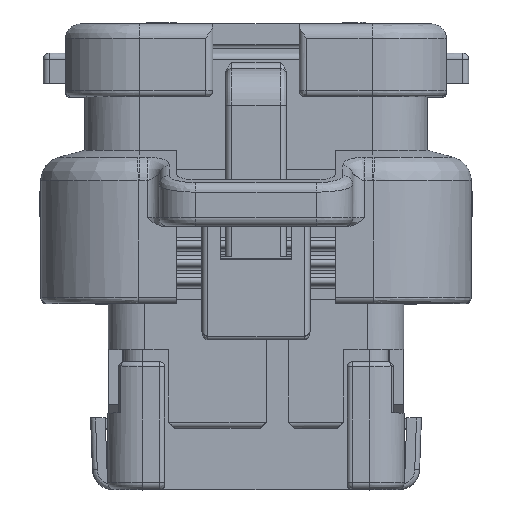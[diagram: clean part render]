
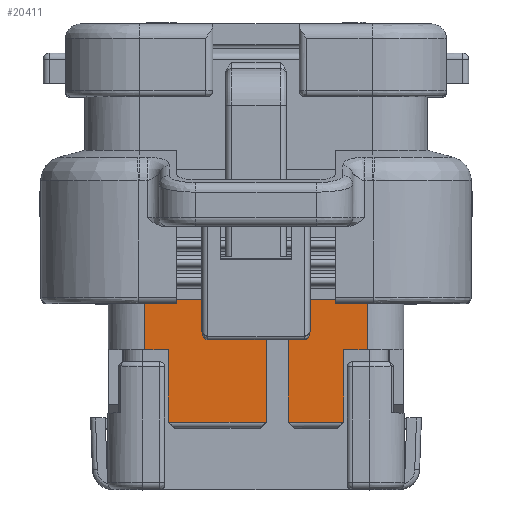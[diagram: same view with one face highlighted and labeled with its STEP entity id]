
A CAD part, top view. The second image highlights one B-rep face of the part: STEP entity #20411.
In plain terms, the highlighted planar face has unit normal (0, 0, 1).
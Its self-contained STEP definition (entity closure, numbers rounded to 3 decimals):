
#1302=CARTESIAN_POINT('',(2.65,-30.35,8.4));
#1303=VERTEX_POINT('',#1302);
#1323=CARTESIAN_POINT('',(7.2,-30.35,8.4));
#1324=VERTEX_POINT('',#1323);
#1334=CARTESIAN_POINT('',(2.65,-30.35,8.4));
#1335=DIRECTION('',(1.,0.,0.));
#1336=VECTOR('',#1335,4.55);
#1337=LINE('',#1334,#1336);
#1338=EDGE_CURVE('',#1303,#1324,#1337,.T.);
#1387=CARTESIAN_POINT('',(7.2,-24.4,8.4));
#1388=VERTEX_POINT('',#1387);
#1395=CARTESIAN_POINT('',(7.2,-30.35,8.4));
#1396=DIRECTION('',(0.,1.,0.));
#1397=VECTOR('',#1396,5.95);
#1398=LINE('',#1395,#1397);
#1399=EDGE_CURVE('',#1324,#1388,#1398,.T.);
#1437=CARTESIAN_POINT('',(-7.2,-24.4,8.4));
#1438=VERTEX_POINT('',#1437);
#1445=CARTESIAN_POINT('',(-9.15,-24.4,8.4));
#1446=VERTEX_POINT('',#1445);
#1447=CARTESIAN_POINT('',(-9.15,-24.4,8.4));
#1448=DIRECTION('',(1.,0.,0.));
#1449=VECTOR('',#1448,1.95);
#1450=LINE('',#1447,#1449);
#1451=EDGE_CURVE('',#1446,#1438,#1450,.T.);
#1494=CARTESIAN_POINT('',(9.15,-24.4,8.4));
#1495=VERTEX_POINT('',#1494);
#1503=CARTESIAN_POINT('',(7.2,-24.4,8.4));
#1504=DIRECTION('',(1.,0.,0.));
#1505=VECTOR('',#1504,1.95);
#1506=LINE('',#1503,#1505);
#1507=EDGE_CURVE('',#1388,#1495,#1506,.T.);
#2927=CARTESIAN_POINT('',(0.85,-30.35,8.4));
#2928=VERTEX_POINT('',#2927);
#2961=CARTESIAN_POINT('',(-7.2,-30.35,8.4));
#2962=VERTEX_POINT('',#2961);
#2963=CARTESIAN_POINT('',(-7.2,-30.35,8.4));
#2964=DIRECTION('',(1.,0.,0.));
#2965=VECTOR('',#2964,8.05);
#2966=LINE('',#2963,#2965);
#2967=EDGE_CURVE('',#2962,#2928,#2966,.T.);
#3094=CARTESIAN_POINT('',(2.65,-20.35,8.4));
#3095=VERTEX_POINT('',#3094);
#3096=CARTESIAN_POINT('',(2.65,-20.35,8.4));
#3097=DIRECTION('',(0.,-1.,0.));
#3098=VECTOR('',#3097,10.);
#3099=LINE('',#3096,#3098);
#3100=EDGE_CURVE('',#3095,#1303,#3099,.T.);
#3158=CARTESIAN_POINT('',(0.85,-20.35,8.4));
#3159=VERTEX_POINT('',#3158);
#3168=CARTESIAN_POINT('',(0.85,-20.35,8.4));
#3169=DIRECTION('',(1.,0.,0.));
#3170=VECTOR('',#3169,1.8);
#3171=LINE('',#3168,#3170);
#3172=EDGE_CURVE('',#3159,#3095,#3171,.T.);
#17956=CARTESIAN_POINT('',(0.85,-30.35,8.4));
#17957=DIRECTION('',(0.,1.,0.));
#17958=VECTOR('',#17957,10.);
#17959=LINE('',#17956,#17958);
#17960=EDGE_CURVE('',#2928,#3159,#17959,.T.);
#17971=CARTESIAN_POINT('',(-7.2,-24.4,8.4));
#17972=DIRECTION('',(0.,-1.,0.));
#17973=VECTOR('',#17972,5.95);
#17974=LINE('',#17971,#17973);
#17975=EDGE_CURVE('',#1438,#2962,#17974,.T.);
#20287=CARTESIAN_POINT('',(9.157,-19.05,8.4));
#20288=VERTEX_POINT('',#20287);
#20295=CARTESIAN_POINT('',(9.15,-19.05,8.4));
#20296=DIRECTION('',(0.,-1.,0.));
#20297=VECTOR('',#20296,5.35);
#20298=LINE('',#20295,#20297);
#20299=EDGE_CURVE('',#20288,#1495,#20298,.T.);
#20380=CARTESIAN_POINT('',(0.,-22.3,8.4));
#20381=DIRECTION('',(-1.,0.,0.));
#20382=DIRECTION('',(0.,0.,1.));
#20383=AXIS2_PLACEMENT_3D('',#20380,#20382,#20381);
#20384=PLANE('',#20383);
#20385=ORIENTED_EDGE('',*,*,#1399,.T.);
#20386=ORIENTED_EDGE('',*,*,#1507,.T.);
#20387=ORIENTED_EDGE('',*,*,#20299,.F.);
#20388=CARTESIAN_POINT('',(-9.157,-19.05,8.4));
#20389=VERTEX_POINT('',#20388);
#20390=CARTESIAN_POINT('',(9.157,-19.05,8.4));
#20391=DIRECTION('',(-1.,0.,0.));
#20392=VECTOR('',#20391,18.313);
#20393=LINE('',#20390,#20392);
#20394=EDGE_CURVE('',#20288,#20389,#20393,.T.);
#20395=ORIENTED_EDGE('',*,*,#20394,.T.);
#20396=CARTESIAN_POINT('',(-9.15,-19.05,8.4));
#20397=DIRECTION('',(0.,-1.,0.));
#20398=VECTOR('',#20397,5.35);
#20399=LINE('',#20396,#20398);
#20400=EDGE_CURVE('',#20389,#1446,#20399,.T.);
#20401=ORIENTED_EDGE('',*,*,#20400,.T.);
#20402=ORIENTED_EDGE('',*,*,#1451,.T.);
#20403=ORIENTED_EDGE('',*,*,#17975,.T.);
#20404=ORIENTED_EDGE('',*,*,#2967,.T.);
#20405=ORIENTED_EDGE('',*,*,#17960,.T.);
#20406=ORIENTED_EDGE('',*,*,#3172,.T.);
#20407=ORIENTED_EDGE('',*,*,#3100,.T.);
#20408=ORIENTED_EDGE('',*,*,#1338,.T.);
#20409=EDGE_LOOP('',(#20385,#20386,#20387,#20395,#20401,#20402,#20403,#20404,#20405,#20406,#20407,#20408));
#20410=FACE_OUTER_BOUND('',#20409,.T.);
#20411=ADVANCED_FACE('',(#20410),#20384,.T.);
